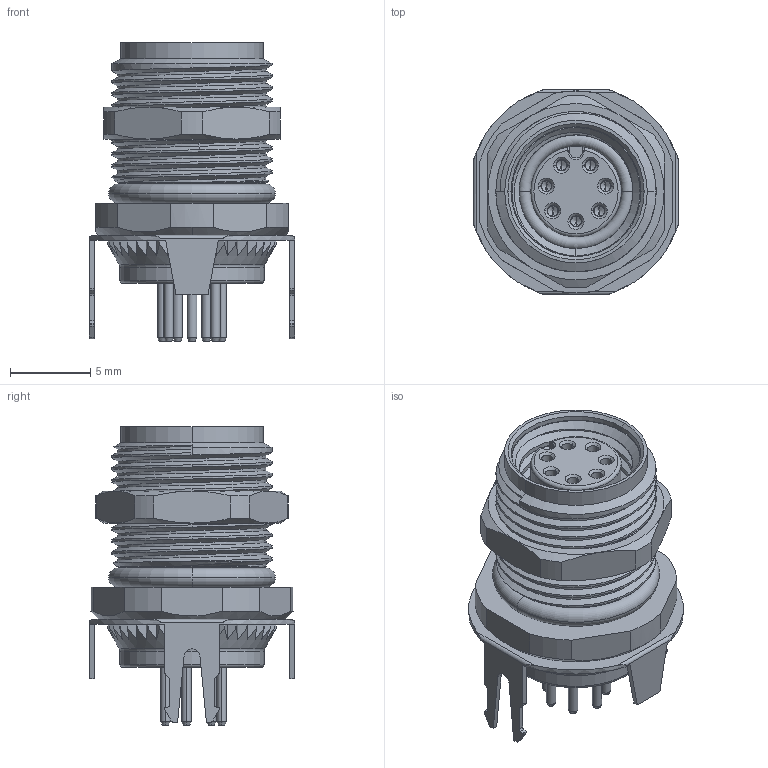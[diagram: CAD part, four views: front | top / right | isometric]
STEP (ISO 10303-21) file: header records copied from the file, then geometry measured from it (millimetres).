
FILE_DESCRIPTION((''),'2;1');
FILE_NAME('8P-K18881_77','2025-09-08T',('gongcheng16'),(''),'PRO/ENGINEER BY PARAMETRIC TECHNOLOGY CORPORATION, 2010280','PRO/ENGINEER BY PARAMETRIC TECHNOLOGY CORPORATION, 2010280','');
FILE_SCHEMA(('CONFIG_CONTROL_DESIGN'));
Products named in the file (1): 8P-K18881_77
Bounding box: 12.8 x 12.8 x 18.6 mm (x, y, z)
Volume: 224.5 mm3; surface area: 18435.1 mm2
Topology: 1 solids, 230 shells, 2836 faces, 10312 edges, 7523 vertices
Faces by surface type: plane 1096, cylinder 1026, cone 415, bspline 167, torus 132
Entity records: 176300 total; most frequent: CARTESIAN_POINT 92822, ORIENTED_EDGE 16588, DIRECTION 16500, EDGE_CURVE 10298, VERTEX_POINT 7523, AXIS2_PLACEMENT_3D 6109, VECTOR 4282, LINE 4282
